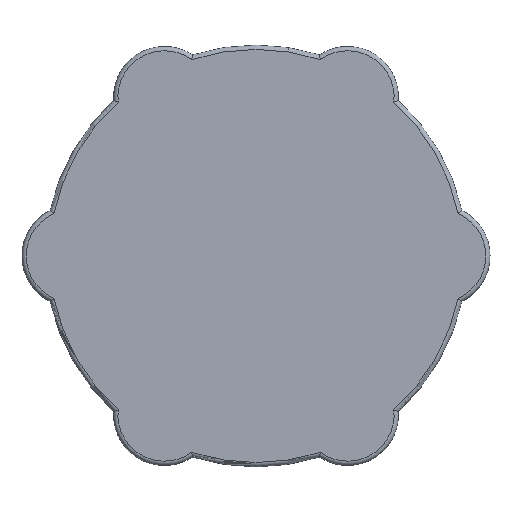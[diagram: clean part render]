
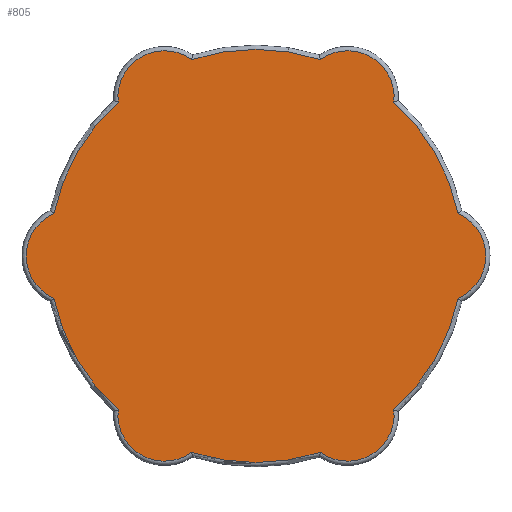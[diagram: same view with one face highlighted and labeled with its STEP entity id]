
A CAD part, top view. The second image highlights one B-rep face of the part: STEP entity #805.
In plain terms, the highlighted planar face has unit normal (0, 0, 1).
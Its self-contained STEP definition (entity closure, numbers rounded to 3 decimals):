
#43=PLANE('',#918);
#96=FACE_OUTER_BOUND('',#150,.T.);
#150=EDGE_LOOP('',(#697,#698,#699,#700,#701,#702,#703,#704,#705,#706,#707,
#708));
#194=CIRCLE('',#888,10.759);
#196=CIRCLE('',#891,47.737);
#198=CIRCLE('',#894,10.759);
#200=CIRCLE('',#897,47.737);
#202=CIRCLE('',#900,10.759);
#204=CIRCLE('',#903,47.737);
#206=CIRCLE('',#906,10.759);
#207=CIRCLE('',#908,47.737);
#208=CIRCLE('',#910,10.759);
#209=CIRCLE('',#912,47.737);
#210=CIRCLE('',#914,10.759);
#211=CIRCLE('',#916,47.737);
#355=VERTEX_POINT('',#3280);
#356=VERTEX_POINT('',#3281);
#358=VERTEX_POINT('',#3314);
#360=VERTEX_POINT('',#3333);
#362=VERTEX_POINT('',#3352);
#364=VERTEX_POINT('',#3371);
#366=VERTEX_POINT('',#3390);
#367=VERTEX_POINT('',#3408);
#368=VERTEX_POINT('',#3425);
#369=VERTEX_POINT('',#3442);
#370=VERTEX_POINT('',#3459);
#371=VERTEX_POINT('',#3476);
#459=EDGE_CURVE('',#355,#356,#194,.T.);
#463=EDGE_CURVE('',#356,#358,#196,.T.);
#466=EDGE_CURVE('',#358,#360,#198,.T.);
#469=EDGE_CURVE('',#360,#362,#200,.T.);
#472=EDGE_CURVE('',#362,#364,#202,.T.);
#475=EDGE_CURVE('',#364,#366,#204,.T.);
#478=EDGE_CURVE('',#366,#367,#206,.T.);
#480=EDGE_CURVE('',#367,#368,#207,.T.);
#482=EDGE_CURVE('',#368,#369,#208,.T.);
#484=EDGE_CURVE('',#369,#370,#209,.T.);
#486=EDGE_CURVE('',#370,#371,#210,.T.);
#488=EDGE_CURVE('',#371,#355,#211,.T.);
#697=ORIENTED_EDGE('',*,*,#459,.F.);
#698=ORIENTED_EDGE('',*,*,#488,.F.);
#699=ORIENTED_EDGE('',*,*,#486,.F.);
#700=ORIENTED_EDGE('',*,*,#484,.F.);
#701=ORIENTED_EDGE('',*,*,#482,.F.);
#702=ORIENTED_EDGE('',*,*,#480,.F.);
#703=ORIENTED_EDGE('',*,*,#478,.F.);
#704=ORIENTED_EDGE('',*,*,#475,.F.);
#705=ORIENTED_EDGE('',*,*,#472,.F.);
#706=ORIENTED_EDGE('',*,*,#469,.F.);
#707=ORIENTED_EDGE('',*,*,#466,.F.);
#708=ORIENTED_EDGE('',*,*,#463,.F.);
#805=ADVANCED_FACE('',(#96),#43,.T.);
#888=AXIS2_PLACEMENT_3D('',#3282,#1062,#1063);
#891=AXIS2_PLACEMENT_3D('',#3315,#1068,#1069);
#894=AXIS2_PLACEMENT_3D('',#3334,#1074,#1075);
#897=AXIS2_PLACEMENT_3D('',#3353,#1080,#1081);
#900=AXIS2_PLACEMENT_3D('',#3372,#1086,#1087);
#903=AXIS2_PLACEMENT_3D('',#3391,#1092,#1093);
#906=AXIS2_PLACEMENT_3D('',#3409,#1098,#1099);
#908=AXIS2_PLACEMENT_3D('',#3426,#1102,#1103);
#910=AXIS2_PLACEMENT_3D('',#3443,#1106,#1107);
#912=AXIS2_PLACEMENT_3D('',#3460,#1110,#1111);
#914=AXIS2_PLACEMENT_3D('',#3477,#1114,#1115);
#916=AXIS2_PLACEMENT_3D('',#3493,#1118,#1119);
#918=AXIS2_PLACEMENT_3D('',#3496,#1123,#1124);
#1062=DIRECTION('center_axis',(0.,0.,-1.));
#1063=DIRECTION('ref_axis',(-0.5,-0.866,0.));
#1068=DIRECTION('center_axis',(0.,0.,-1.));
#1069=DIRECTION('ref_axis',(-0.866,-0.5,0.));
#1074=DIRECTION('center_axis',(0.,0.,-1.));
#1075=DIRECTION('ref_axis',(-1.,0.,0.));
#1080=DIRECTION('center_axis',(0.,0.,-1.));
#1081=DIRECTION('ref_axis',(-0.866,0.5,0.));
#1086=DIRECTION('center_axis',(0.,0.,-1.));
#1087=DIRECTION('ref_axis',(-0.5,0.866,0.));
#1092=DIRECTION('center_axis',(0.,0.,-1.));
#1093=DIRECTION('ref_axis',(0.,1.,0.));
#1098=DIRECTION('center_axis',(0.,0.,-1.));
#1099=DIRECTION('ref_axis',(0.5,0.866,0.));
#1102=DIRECTION('center_axis',(0.,0.,-1.));
#1103=DIRECTION('ref_axis',(0.866,0.5,0.));
#1106=DIRECTION('center_axis',(0.,0.,-1.));
#1107=DIRECTION('ref_axis',(1.,0.,0.));
#1110=DIRECTION('center_axis',(0.,0.,-1.));
#1111=DIRECTION('ref_axis',(0.866,-0.5,0.));
#1114=DIRECTION('center_axis',(0.,0.,-1.));
#1115=DIRECTION('ref_axis',(0.5,-0.866,0.));
#1118=DIRECTION('center_axis',(0.,0.,-1.));
#1119=DIRECTION('ref_axis',(0.,-1.,0.));
#1123=DIRECTION('center_axis',(0.,0.,1.));
#1124=DIRECTION('ref_axis',(0.866,0.5,0.));
#3280=CARTESIAN_POINT('',(-14.846,-45.37,70.15));
#3281=CARTESIAN_POINT('',(-31.868,-35.542,70.15));
#3282=CARTESIAN_POINT('Origin',(-21.168,-36.664,70.15));
#3314=CARTESIAN_POINT('',(-46.714,-9.828,70.15));
#3315=CARTESIAN_POINT('Origin',(0.,0.,70.15));
#3333=CARTESIAN_POINT('',(-46.714,9.828,70.15));
#3334=CARTESIAN_POINT('Origin',(-42.336,0.,
70.15));
#3352=CARTESIAN_POINT('',(-31.868,35.542,70.15));
#3353=CARTESIAN_POINT('Origin',(0.,0.,70.15));
#3371=CARTESIAN_POINT('',(-14.846,45.37,70.15));
#3372=CARTESIAN_POINT('Origin',(-21.168,36.664,70.15));
#3390=CARTESIAN_POINT('',(14.846,45.37,70.15));
#3391=CARTESIAN_POINT('Origin',(0.,0.,70.15));
#3408=CARTESIAN_POINT('',(31.868,35.542,70.15));
#3409=CARTESIAN_POINT('Origin',(21.168,36.664,70.15));
#3425=CARTESIAN_POINT('',(46.714,9.828,70.15));
#3426=CARTESIAN_POINT('Origin',(0.,0.,70.15));
#3442=CARTESIAN_POINT('',(46.714,-9.828,70.15));
#3443=CARTESIAN_POINT('Origin',(42.336,0.,
70.15));
#3459=CARTESIAN_POINT('',(31.868,-35.542,70.15));
#3460=CARTESIAN_POINT('Origin',(0.,0.,70.15));
#3476=CARTESIAN_POINT('',(14.846,-45.37,70.15));
#3477=CARTESIAN_POINT('Origin',(21.168,-36.664,70.15));
#3493=CARTESIAN_POINT('Origin',(0.,0.,70.15));
#3496=CARTESIAN_POINT('Origin',(0.,0.,70.15));
